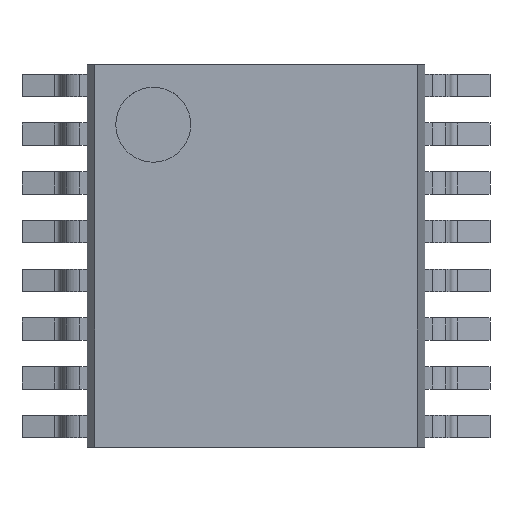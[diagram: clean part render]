
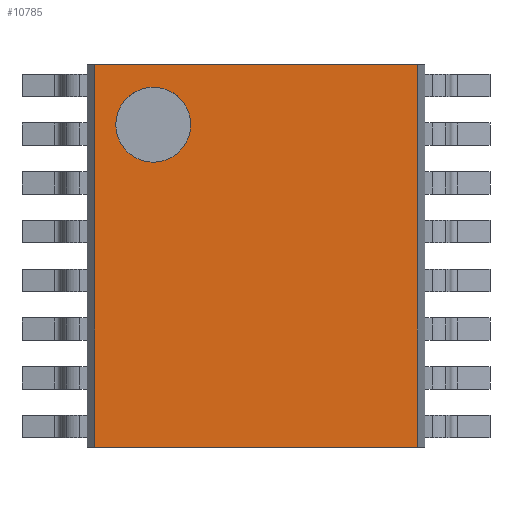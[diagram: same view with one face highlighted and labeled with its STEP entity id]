
A CAD part, top view. The second image highlights one B-rep face of the part: STEP entity #10785.
In plain terms, the highlighted planar face has unit normal (0, 0, 1).
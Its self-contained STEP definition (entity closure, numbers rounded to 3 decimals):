
#10433=CARTESIAN_POINT('',(-0.871,1.75,1.2));
#10434=VERTEX_POINT('',#10433);
#10450=CARTESIAN_POINT('',(-1.871,1.75,1.2));
#10451=VERTEX_POINT('',#10450);
#10458=CARTESIAN_POINT('',(-1.371,1.75,1.2));
#10459=DIRECTION('',(0.0,0.0,-1.0));
#10460=DIRECTION('',(1.0,0.0,0.0));
#10461=AXIS2_PLACEMENT_3D('',#10458,#10459,#10460);
#10462=CIRCLE('',#10461,0.5);
#10463=EDGE_CURVE('',#10434,#10451,#10462,.T.);
#10474=CARTESIAN_POINT('',(-1.371,1.75,1.2));
#10475=DIRECTION('',(0.0,0.0,-1.0));
#10476=DIRECTION('',(1.0,0.0,0.0));
#10477=AXIS2_PLACEMENT_3D('',#10474,#10475,#10476);
#10478=CIRCLE('',#10477,0.5);
#10479=EDGE_CURVE('',#10451,#10434,#10478,.T.);
#10509=CARTESIAN_POINT('',(2.153,2.55,1.2));
#10510=VERTEX_POINT('',#10509);
#10517=CARTESIAN_POINT('',(2.153,-2.55,1.2));
#10518=VERTEX_POINT('',#10517);
#10519=CARTESIAN_POINT('',(2.153,-2.55,1.2));
#10520=DIRECTION('',(0.0,1.0,0.0));
#10521=VECTOR('',#10520,5.1);
#10522=LINE('',#10519,#10521);
#10523=EDGE_CURVE('',#10518,#10510,#10522,.T.);
#10564=CARTESIAN_POINT('',(-2.153,-2.55,1.2));
#10565=VERTEX_POINT('',#10564);
#10566=CARTESIAN_POINT('',(2.153,-2.55,1.2));
#10567=DIRECTION('',(-1.0,0.0,0.0));
#10568=VECTOR('',#10567,4.306);
#10569=LINE('',#10566,#10568);
#10570=EDGE_CURVE('',#10518,#10565,#10569,.T.);
#10610=CARTESIAN_POINT('',(-2.153,2.55,1.2));
#10611=VERTEX_POINT('',#10610);
#10627=CARTESIAN_POINT('',(-2.153,2.55,1.2));
#10628=DIRECTION('',(0.0,-1.0,0.0));
#10629=VECTOR('',#10628,5.1);
#10630=LINE('',#10627,#10629);
#10631=EDGE_CURVE('',#10565,#10611,#10630,.F.);
#10680=CARTESIAN_POINT('',(2.153,2.55,1.2));
#10681=DIRECTION('',(-1.0,0.0,0.0));
#10682=VECTOR('',#10681,4.306);
#10683=LINE('',#10680,#10682);
#10684=EDGE_CURVE('',#10510,#10611,#10683,.T.);
#10770=CARTESIAN_POINT('',(2.171,-5.35,1.2));
#10771=DIRECTION('',(0.0,0.0,1.0));
#10772=DIRECTION('',(0.0,-1.0,0.0));
#10773=AXIS2_PLACEMENT_3D('',#10770,#10771,#10772);
#10774=PLANE('',#10773);
#10775=ORIENTED_EDGE('',*,*,#10684,.T.);
#10776=ORIENTED_EDGE('',*,*,#10631,.F.);
#10777=ORIENTED_EDGE('',*,*,#10570,.F.);
#10778=ORIENTED_EDGE('',*,*,#10523,.T.);
#10779=EDGE_LOOP('',(#10775,#10776,#10777,#10778));
#10780=FACE_OUTER_BOUND('',#10779,.T.);
#10781=ORIENTED_EDGE('',*,*,#10463,.T.);
#10782=ORIENTED_EDGE('',*,*,#10479,.T.);
#10783=EDGE_LOOP('',(#10781,#10782));
#10784=FACE_BOUND('',#10783,.T.);
#10785=ADVANCED_FACE('',(#10780,#10784),#10774,.T.);
